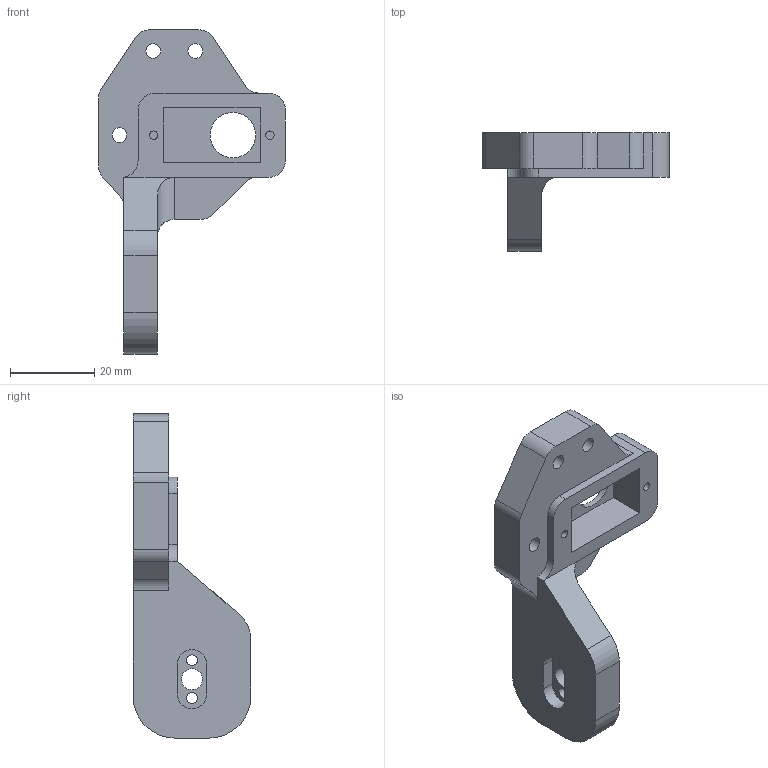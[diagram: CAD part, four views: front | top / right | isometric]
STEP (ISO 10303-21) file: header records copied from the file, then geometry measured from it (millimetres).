
FILE_DESCRIPTION(/* description */ ('STEP AP214'),/* implementation_level */ '2;1');
FILE_NAME(/* name */ '6772cf8f29831b771dc83551',/* time_stamp */ '2024-12-30T16:51:28Z',/* author */ (''),/* organization */ (''),/* preprocessor_version */ 'ST-DEVELOPER v20',/* originating_system */ 'ONSHAPE BY PTC INC, 1.191',/* authorisation */ ' ');
FILE_SCHEMA (('AUTOMOTIVE_DESIGN {1 0 10303 214 3 1 1}'));
Length unit declared in the file: metre
Products named in the file (1): Gripper Base
Bounding box: 44.4 x 28 x 77 mm (x, y, z)
Volume: 17689.6 mm3; surface area: 8067.4 mm2
Topology: 1 solids, 1 shells, 59 faces, 168 edges, 115 vertices
Faces by surface type: plane 30, cylinder 29
Full cylindrical faces by diameter (mm): 2 x2, 2.6 x2, 3.5 x3, 5 x1, 10.8 x1
Entity records: 1966 total; most frequent: CARTESIAN_POINT 368, DIRECTION 322, ORIENTED_EDGE 316, EDGE_CURVE 158, AXIS2_PLACEMENT_3D 116, VERTEX_POINT 114, LINE 90, VECTOR 90
